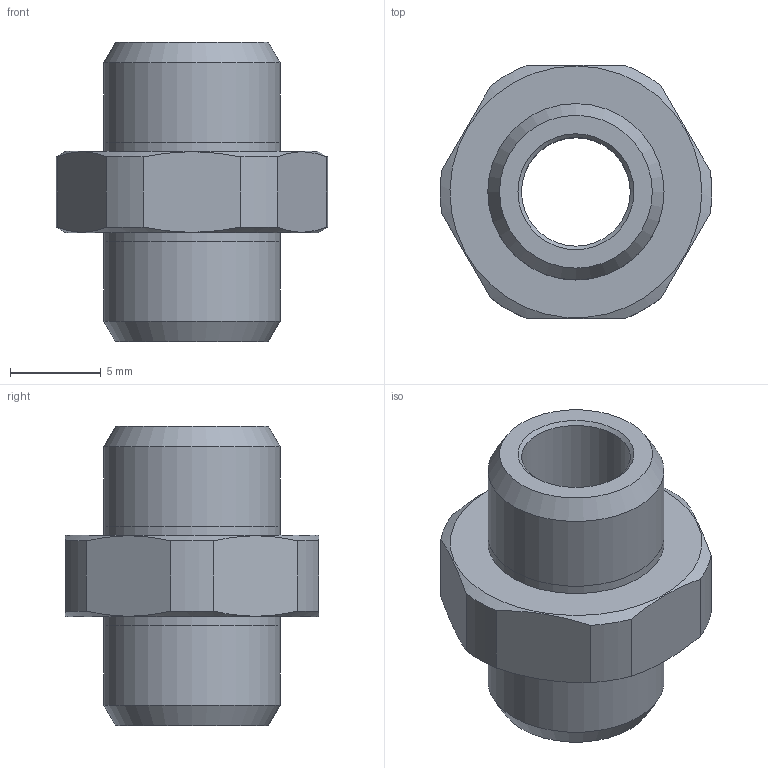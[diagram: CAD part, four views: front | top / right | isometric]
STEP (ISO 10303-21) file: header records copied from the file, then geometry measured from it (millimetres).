
FILE_DESCRIPTION(( 'RA.11.18.18.stp' ), '1');
FILE_NAME( 'RA.11.18.18.stp', '2018-09-27T17:28:05',( 'Sopra'),('sopra-pneumatic.com'), 'SwSTEP 2.0','SolidWorks 2009','' );
FILE_SCHEMA (('AUTOMOTIVE_DESIGN {1 0 10303 214 3 1 1}'));
Length unit declared in the file: millimetre
Products named in the file (1): NC26018N
Bounding box: 14.99 x 14 x 16.5 mm (x, y, z)
Volume: 1146 mm3; surface area: 1112.9 mm2
Topology: 1 solids, 1 shells, 27 faces, 69 edges, 46 vertices
Faces by surface type: cylinder 11, plane 10, cone 6
Full cylindrical faces by diameter (mm): 6 x1, 9.728 x4
Entity records: 943 total; most frequent: CARTESIAN_POINT 164, DIRECTION 120, ORIENTED_EDGE 100, AXIS2_PLACEMENT_3D 54, EDGE_CURVE 50, EDGE_LOOP 42, FACE_BOUND 42, VERTEX_POINT 38
